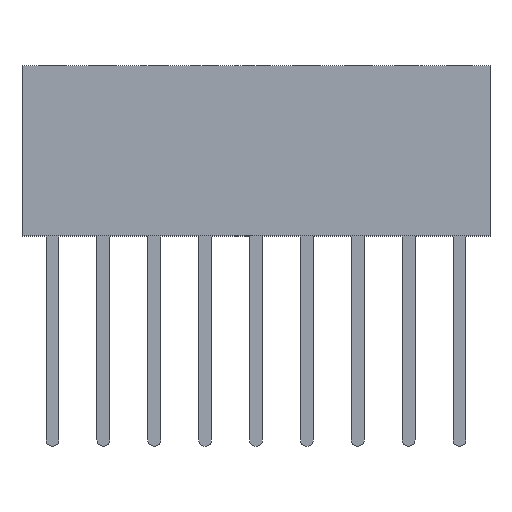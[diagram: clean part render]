
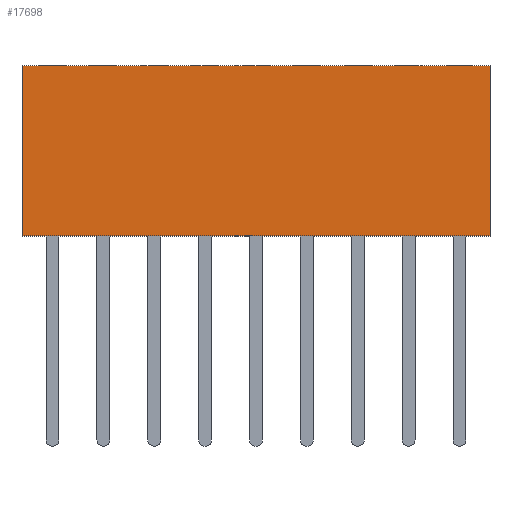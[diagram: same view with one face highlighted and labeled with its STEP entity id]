
A CAD part, top view. The second image highlights one B-rep face of the part: STEP entity #17698.
In plain terms, the highlighted planar face has unit normal (0, 0, 1).
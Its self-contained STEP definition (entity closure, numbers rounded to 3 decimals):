
#1210 = CARTESIAN_POINT ( 'NONE',  ( 11.68, 8.5, 1.25 ) ) ;
#1549 = FACE_OUTER_BOUND ( 'NONE', #6611, .T. ) ;
#1705 = CARTESIAN_POINT ( 'NONE',  ( -11.68, 8.5, 1.25 ) ) ;
#2193 = CARTESIAN_POINT ( 'NONE',  ( -11.68, 0., 1.25 ) ) ;
#2231 = VECTOR ( 'NONE', #7573, 1000. ) ;
#3432 = CARTESIAN_POINT ( 'NONE',  ( 11.68, 8.5, 1.25 ) ) ;
#4464 = VECTOR ( 'NONE', #10547, 1000. ) ;
#5226 = VECTOR ( 'NONE', #16850, 1000. ) ;
#5405 = DIRECTION ( 'NONE',  ( -1., 0., 0. ) ) ;
#5665 = CARTESIAN_POINT ( 'NONE',  ( 11.68, 8.5, 1.25 ) ) ;
#6034 = LINE ( 'NONE', #10570, #2231 ) ;
#6505 = EDGE_CURVE ( 'NONE', #10762, #12309, #10948, .T. ) ;
#6611 = EDGE_LOOP ( 'NONE', ( #12014, #10671, #8723, #7789 ) ) ;
#6744 = DIRECTION ( 'NONE',  ( 0., 0., -1. ) ) ;
#7573 = DIRECTION ( 'NONE',  ( 0., -1., 0. ) ) ;
#7789 = ORIENTED_EDGE ( 'NONE', *, *, #10332, .T. ) ;
#8723 = ORIENTED_EDGE ( 'NONE', *, *, #6505, .F. ) ;
#8886 = LINE ( 'NONE', #17563, #4464 ) ;
#9545 = EDGE_CURVE ( 'NONE', #12309, #15425, #13497, .T. ) ;
#9640 = CARTESIAN_POINT ( 'NONE',  ( 11.68, 8.5, 1.25 ) ) ;
#9903 = DIRECTION ( 'NONE',  ( 1., 0., 0. ) ) ;
#10332 = EDGE_CURVE ( 'NONE', #10762, #15884, #6034, .T. ) ;
#10547 = DIRECTION ( 'NONE',  ( 1., 0., 0. ) ) ;
#10570 = CARTESIAN_POINT ( 'NONE',  ( -11.68, 8.5, 1.25 ) ) ;
#10671 = ORIENTED_EDGE ( 'NONE', *, *, #9545, .F. ) ;
#10762 = VERTEX_POINT ( 'NONE', #1705 ) ;
#10873 = EDGE_CURVE ( 'NONE', #15884, #15425, #8886, .T. ) ;
#10948 = LINE ( 'NONE', #5665, #12785 ) ;
#12014 = ORIENTED_EDGE ( 'NONE', *, *, #10873, .T. ) ;
#12309 = VERTEX_POINT ( 'NONE', #3432 ) ;
#12515 = CARTESIAN_POINT ( 'NONE',  ( 11.68, 0., 1.25 ) ) ;
#12785 = VECTOR ( 'NONE', #9903, 1000. ) ;
#13497 = LINE ( 'NONE', #1210, #5226 ) ;
#14024 = AXIS2_PLACEMENT_3D ( 'NONE', #9640, #6744, #5405 ) ;
#15425 = VERTEX_POINT ( 'NONE', #12515 ) ;
#15884 = VERTEX_POINT ( 'NONE', #2193 ) ;
#16809 = PLANE ( 'NONE',  #14024 ) ;
#16850 = DIRECTION ( 'NONE',  ( 0., -1., 0. ) ) ;
#17563 = CARTESIAN_POINT ( 'NONE',  ( 11.68, 0., 1.25 ) ) ;
#17698 = ADVANCED_FACE ( 'NONE', ( #1549 ), #16809, .F. ) ;
